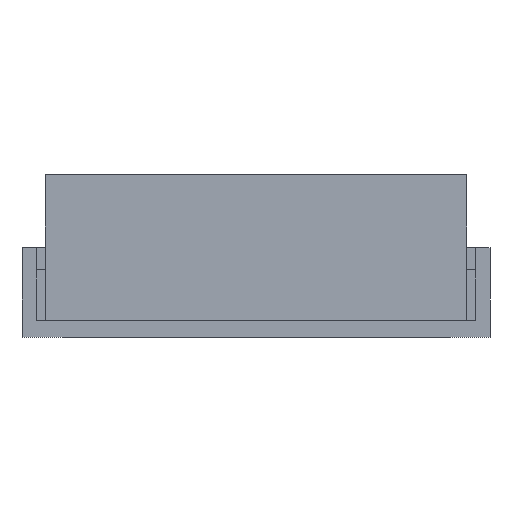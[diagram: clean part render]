
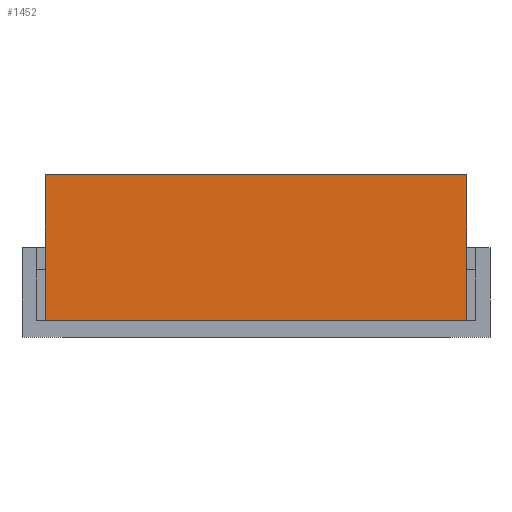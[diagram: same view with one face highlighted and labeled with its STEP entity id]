
A CAD part, front view. The second image highlights one B-rep face of the part: STEP entity #1452.
In plain terms, the highlighted planar face has unit normal (0, -1, 0).
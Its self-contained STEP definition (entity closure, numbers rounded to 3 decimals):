
#76 = AXIS2_PLACEMENT_3D ( 'NONE', #379, #355, #791 ) ;
#116 = EDGE_CURVE ( 'NONE', #1672, #737, #899, .T. ) ;
#166 = DIRECTION ( 'NONE',  ( 1., 0., 0. ) ) ;
#175 = CARTESIAN_POINT ( 'NONE',  ( -14.45, -15., 1.15 ) ) ;
#210 = ORIENTED_EDGE ( 'NONE', *, *, #1261, .T. ) ;
#217 = ORIENTED_EDGE ( 'NONE', *, *, #841, .F. ) ;
#329 = LINE ( 'NONE', #1443, #1446 ) ;
#355 = DIRECTION ( 'NONE',  ( 0., 1., 0. ) ) ;
#379 = CARTESIAN_POINT ( 'NONE',  ( -14.45, -15., 6.15 ) ) ;
#475 = CARTESIAN_POINT ( 'NONE',  ( 14.45, -15., 6.15 ) ) ;
#592 = DIRECTION ( 'NONE',  ( 0., 0., -1. ) ) ;
#604 = PLANE ( 'NONE',  #76 ) ;
#620 = CARTESIAN_POINT ( 'NONE',  ( -14.45, -15., 1.15 ) ) ;
#669 = VECTOR ( 'NONE', #1454, 1000. ) ;
#683 = ORIENTED_EDGE ( 'NONE', *, *, #116, .T. ) ;
#708 = CARTESIAN_POINT ( 'NONE',  ( 14.45, -15., 1.15 ) ) ;
#737 = VERTEX_POINT ( 'NONE', #708 ) ;
#791 = DIRECTION ( 'NONE',  ( -1., 0., 0. ) ) ;
#841 = EDGE_CURVE ( 'NONE', #942, #1697, #329, .T. ) ;
#866 = EDGE_CURVE ( 'NONE', #1697, #737, #1729, .T. ) ;
#899 = LINE ( 'NONE', #620, #1112 ) ;
#942 = VERTEX_POINT ( 'NONE', #1795 ) ;
#962 = ORIENTED_EDGE ( 'NONE', *, *, #866, .F. ) ;
#1112 = VECTOR ( 'NONE', #1757, 1000. ) ;
#1159 = LINE ( 'NONE', #1283, #1447 ) ;
#1261 = EDGE_CURVE ( 'NONE', #942, #1672, #1159, .T. ) ;
#1283 = CARTESIAN_POINT ( 'NONE',  ( -14.45, -15., 6.15 ) ) ;
#1443 = CARTESIAN_POINT ( 'NONE',  ( -14.45, -15., 11.15 ) ) ;
#1446 = VECTOR ( 'NONE', #166, 1000. ) ;
#1447 = VECTOR ( 'NONE', #592, 1000. ) ;
#1452 = ADVANCED_FACE ( 'NONE', ( #1590 ), #604, .F. ) ;
#1454 = DIRECTION ( 'NONE',  ( 0., 0., -1. ) ) ;
#1590 = FACE_OUTER_BOUND ( 'NONE', #1809, .T. ) ;
#1616 = CARTESIAN_POINT ( 'NONE',  ( 14.45, -15., 11.15 ) ) ;
#1672 = VERTEX_POINT ( 'NONE', #175 ) ;
#1697 = VERTEX_POINT ( 'NONE', #1616 ) ;
#1729 = LINE ( 'NONE', #475, #669 ) ;
#1757 = DIRECTION ( 'NONE',  ( 1., 0., 0. ) ) ;
#1795 = CARTESIAN_POINT ( 'NONE',  ( -14.45, -15., 11.15 ) ) ;
#1809 = EDGE_LOOP ( 'NONE', ( #683, #962, #217, #210 ) ) ;
